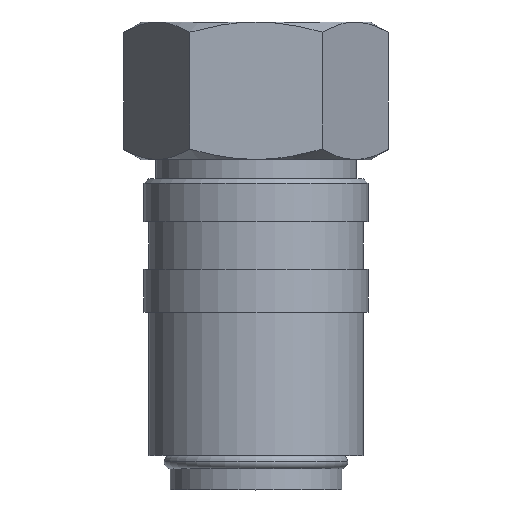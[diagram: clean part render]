
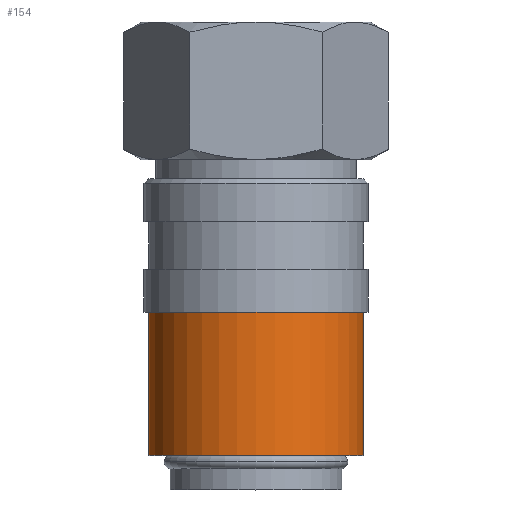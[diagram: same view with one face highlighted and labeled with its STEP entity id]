
A CAD part, top view. The second image highlights one B-rep face of the part: STEP entity #154.
In plain terms, the highlighted cylindrical face has radius 11.25 mm (diameter 22.5 mm), a partial arc.
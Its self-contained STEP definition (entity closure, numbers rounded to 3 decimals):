
#154=ADVANCED_FACE('',(#333),#334,.T.);
#333=FACE_OUTER_BOUND('',#530,.T.);
#334=CYLINDRICAL_SURFACE('',#531,11.25);
#530=EDGE_LOOP('',(#897,#898,#899,#900));
#531=AXIS2_PLACEMENT_3D('',#901,#902,#903);
#897=ORIENTED_EDGE('',*,*,#1143,.T.);
#898=ORIENTED_EDGE('',*,*,#1194,.F.);
#899=ORIENTED_EDGE('',*,*,#1145,.T.);
#900=ORIENTED_EDGE('',*,*,#1242,.T.);
#901=CARTESIAN_POINT('',(0.0,11.1,0.0));
#902=DIRECTION('',(-0.0,1.0,0.0));
#903=DIRECTION('',(1.0,0.0,0.0));
#1143=EDGE_CURVE('',#1361,#1362,#1363,.T.);
#1145=EDGE_CURVE('',#1366,#1364,#1367,.T.);
#1194=EDGE_CURVE('',#1366,#1362,#1441,.T.);
#1242=EDGE_CURVE('',#1364,#1361,#1501,.T.);
#1361=VERTEX_POINT('',#1645);
#1362=VERTEX_POINT('',#1646);
#1363=LINE('',#1647,#1648);
#1364=VERTEX_POINT('',#1649);
#1366=VERTEX_POINT('',#1651);
#1367=LINE('',#1652,#1653);
#1441=CIRCLE('',#1799,11.25);
#1501=CIRCLE('',#1989,11.25);
#1645=CARTESIAN_POINT('',(11.25,3.6,0.0));
#1646=CARTESIAN_POINT('',(11.25,18.6,0.0));
#1647=CARTESIAN_POINT('',(11.25,11.1,0.));
#1648=VECTOR('',#2180,1.0);
#1649=CARTESIAN_POINT('',(-11.25,3.6,0.));
#1651=CARTESIAN_POINT('',(-11.25,18.6,0.));
#1652=CARTESIAN_POINT('',(-11.25,11.1,0.));
#1653=VECTOR('',#2184,1.0);
#1799=AXIS2_PLACEMENT_3D('',#2266,#2267,#2268);
#1989=AXIS2_PLACEMENT_3D('',#2311,#2312,#2313);
#2180=DIRECTION('',(0.0,1.0,0.0));
#2184=DIRECTION('',(-0.0,-1.0,-0.0));
#2266=CARTESIAN_POINT('',(0.0,18.6,0.0));
#2267=DIRECTION('',(-0.0,1.0,0.0));
#2268=DIRECTION('',(1.0,0.0,0.0));
#2311=CARTESIAN_POINT('',(0.0,3.6,0.0));
#2312=DIRECTION('',(-0.0,1.0,0.0));
#2313=DIRECTION('',(1.0,0.0,0.0));
